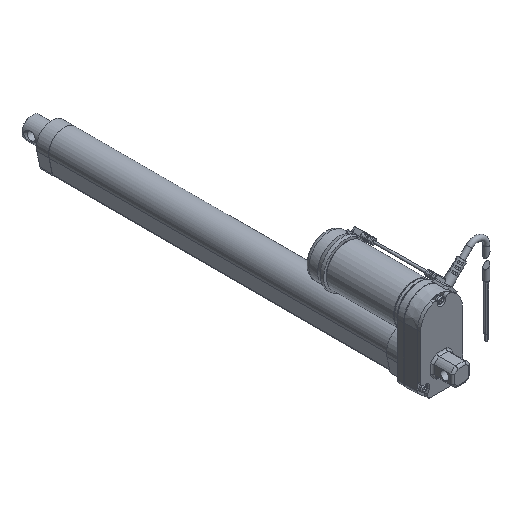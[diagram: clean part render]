
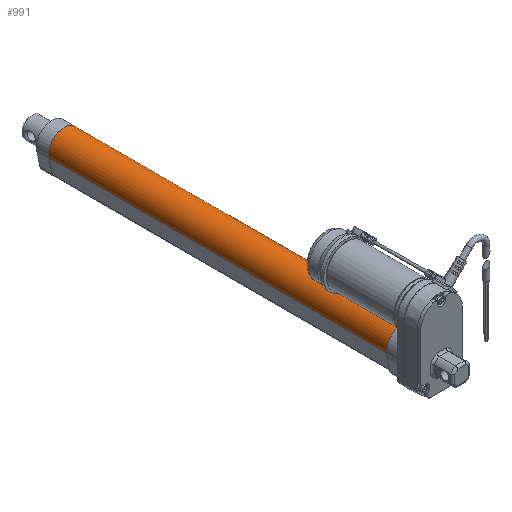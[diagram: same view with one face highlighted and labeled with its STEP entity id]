
A CAD part, isometric view. The second image highlights one B-rep face of the part: STEP entity #991.
In plain terms, the highlighted cylindrical face has radius 15.25 mm (diameter 30.5 mm), a partial arc.
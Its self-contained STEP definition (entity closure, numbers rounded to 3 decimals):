
#991 = ADVANCED_FACE( '', ( #2195, #2196 ), #2197, .T. );
#2195 = FACE_BOUND( '', #3607, .T. );
#2196 = FACE_OUTER_BOUND( '', #3608, .T. );
#2197 = CYLINDRICAL_SURFACE( '', #3609, 15.25 );
#3607 = EDGE_LOOP( '', ( #6310, #6311, #6312, #6313 ) );
#3608 = EDGE_LOOP( '', ( #6314, #6315, #6316, #6317, #6318, #6319, #6320, #6321 ) );
#3609 = AXIS2_PLACEMENT_3D( '', #6322, #6323, #6324 );
#6310 = ORIENTED_EDGE( '', *, *, #8980, .T. );
#6311 = ORIENTED_EDGE( '', *, *, #8407, .T. );
#6312 = ORIENTED_EDGE( '', *, *, #8981, .T. );
#6313 = ORIENTED_EDGE( '', *, *, #8845, .T. );
#6314 = ORIENTED_EDGE( '', *, *, #8250, .T. );
#6315 = ORIENTED_EDGE( '', *, *, #8244, .F. );
#6316 = ORIENTED_EDGE( '', *, *, #8982, .T. );
#6317 = ORIENTED_EDGE( '', *, *, #8463, .F. );
#6318 = ORIENTED_EDGE( '', *, *, #8701, .F. );
#6319 = ORIENTED_EDGE( '', *, *, #8482, .T. );
#6320 = ORIENTED_EDGE( '', *, *, #8974, .T. );
#6321 = ORIENTED_EDGE( '', *, *, #8868, .T. );
#6322 = CARTESIAN_POINT( '', ( 0., 396., 0. ) );
#6323 = DIRECTION( '', ( 0., 1., 0. ) );
#6324 = DIRECTION( '', ( 0., 0., -1. ) );
#8244 = EDGE_CURVE( '', #9895, #9891, #9897, .T. );
#8250 = EDGE_CURVE( '', #9906, #9891, #9907, .T. );
#8407 = EDGE_CURVE( '', #10169, #10167, #10170, .T. );
#8463 = EDGE_CURVE( '', #10265, #10259, #10267, .T. );
#8482 = EDGE_CURVE( '', #10295, #10293, #10296, .T. );
#8701 = EDGE_CURVE( '', #10295, #10265, #10631, .T. );
#8845 = EDGE_CURVE( '', #10845, #10843, #10846, .T. );
#8868 = EDGE_CURVE( '', #10875, #9906, #10876, .T. );
#8974 = EDGE_CURVE( '', #10293, #10875, #11022, .T. );
#8980 = EDGE_CURVE( '', #10843, #10169, #11029, .T. );
#8981 = EDGE_CURVE( '', #10167, #10845, #11030, .F. );
#8982 = EDGE_CURVE( '', #9895, #10259, #11031, .T. );
#9891 = VERTEX_POINT( '', #12432 );
#9895 = VERTEX_POINT( '', #12438 );
#9897 = LINE( '', #12441, #12442 );
#9906 = VERTEX_POINT( '', #12453 );
#9907 = CIRCLE( '', #12454, 15.25 );
#10167 = VERTEX_POINT( '', #12802 );
#10169 = VERTEX_POINT( '', #12804 );
#10170 = CIRCLE( '', #12805, 15.25 );
#10259 = VERTEX_POINT( '', #12958 );
#10265 = VERTEX_POINT( '', #12967 );
#10267 = LINE( '', #12970, #12971 );
#10293 = VERTEX_POINT( '', #13033 );
#10295 = VERTEX_POINT( '', #13036 );
#10296 = LINE( '', #13037, #13038 );
#10631 = CIRCLE( '', #13576, 15.25 );
#10843 = VERTEX_POINT( '', #13964 );
#10845 = VERTEX_POINT( '', #13966 );
#10846 = B_SPLINE_CURVE_WITH_KNOTS( '', 3, ( #13967, #13968, #13969, #13970, #13971, #13972, #13973, #13974, #13975, #13976, #13977, #13978, #13979, #13980 ), .UNSPECIFIED., .F., .F., ( 4, 2, 2, 2, 2, 2, 4 ), ( 0., 0.001, 0.002, 0.002, 0.003, 0.003, 0.004 ), .UNSPECIFIED. );
#10875 = VERTEX_POINT( '', #14019 );
#10876 = LINE( '', #14020, #14021 );
#11022 = CIRCLE( '', #14278, 15.25 );
#11029 = LINE( '', #14285, #14286 );
#11030 = LINE( '', #14287, #14288 );
#11031 = CIRCLE( '', #14289, 15.25 );
#12432 = CARTESIAN_POINT( '', ( 5.3, 34.5, 14.299 ) );
#12438 = CARTESIAN_POINT( '', ( 5.3, 48.25, 14.299 ) );
#12441 = CARTESIAN_POINT( '', ( 5.3, 48.25, 14.299 ) );
#12442 = VECTOR( '', #15307, 1000. );
#12453 = CARTESIAN_POINT( '', ( -5.3, 34.5, 14.299 ) );
#12454 = AXIS2_PLACEMENT_3D( '', #15316, #15317, #15318 );
#12802 = CARTESIAN_POINT( '', ( -2.118, 106.2, 15.102 ) );
#12804 = CARTESIAN_POINT( '', ( 2.118, 106.2, 15.102 ) );
#12805 = AXIS2_PLACEMENT_3D( '', #15533, #15534, #15535 );
#12958 = CARTESIAN_POINT( '', ( 14.917, 48.25, -3.169 ) );
#12967 = CARTESIAN_POINT( '', ( 14.917, 383.9, -3.169 ) );
#12970 = CARTESIAN_POINT( '', ( 14.917, 396., -3.169 ) );
#12971 = VECTOR( '', #15607, 1000. );
#13033 = CARTESIAN_POINT( '', ( -14.917, 48.25, -3.169 ) );
#13036 = CARTESIAN_POINT( '', ( -14.917, 383.9, -3.169 ) );
#13037 = CARTESIAN_POINT( '', ( -14.917, 396., -3.169 ) );
#13038 = VECTOR( '', #15619, 1000. );
#13576 = AXIS2_PLACEMENT_3D( '', #15868, #15869, #15870 );
#13964 = CARTESIAN_POINT( '', ( 2.118, 109.5, 15.102 ) );
#13966 = CARTESIAN_POINT( '', ( -2.118, 109.5, 15.102 ) );
#13967 = CARTESIAN_POINT( '', ( -2.118, 109.5, 15.102 ) );
#13968 = CARTESIAN_POINT( '', ( -1.799, 109.696, 15.147 ) );
#13969 = CARTESIAN_POINT( '', ( -1.464, 109.859, 15.184 ) );
#13970 = CARTESIAN_POINT( '', ( -0.929, 110.031, 15.223 ) );
#13971 = CARTESIAN_POINT( '', ( -0.744, 110.076, 15.233 ) );
#13972 = CARTESIAN_POINT( '', ( -0.376, 110.136, 15.246 ) );
#13973 = CARTESIAN_POINT( '', ( -0.191, 110.151, 15.25 ) );
#13974 = CARTESIAN_POINT( '', ( 0.181, 110.152, 15.25 ) );
#13975 = CARTESIAN_POINT( '', ( 0.37, 110.137, 15.247 ) );
#13976 = CARTESIAN_POINT( '', ( 0.742, 110.077, 15.233 ) );
#13977 = CARTESIAN_POINT( '', ( 0.923, 110.032, 15.223 ) );
#13978 = CARTESIAN_POINT( '', ( 1.457, 109.861, 15.184 ) );
#13979 = CARTESIAN_POINT( '', ( 1.798, 109.697, 15.147 ) );
#13980 = CARTESIAN_POINT( '', ( 2.118, 109.5, 15.102 ) );
#14019 = CARTESIAN_POINT( '', ( -5.3, 48.25, 14.299 ) );
#14020 = CARTESIAN_POINT( '', ( -5.3, 48.25, 14.299 ) );
#14021 = VECTOR( '', #16065, 1000. );
#14278 = AXIS2_PLACEMENT_3D( '', #16190, #16191, #16192 );
#14285 = CARTESIAN_POINT( '', ( 2.118, 107.85, 15.102 ) );
#14286 = VECTOR( '', #16199, 1000. );
#14287 = CARTESIAN_POINT( '', ( -2.118, 107.85, 15.102 ) );
#14288 = VECTOR( '', #16200, 1000. );
#14289 = AXIS2_PLACEMENT_3D( '', #16201, #16202, #16203 );
#15307 = DIRECTION( '', ( 0., -1., 0. ) );
#15316 = CARTESIAN_POINT( '', ( 0., 34.5, 0. ) );
#15317 = DIRECTION( '', ( 0., 1., 0. ) );
#15318 = DIRECTION( '', ( 0., 0., -1. ) );
#15533 = CARTESIAN_POINT( '', ( 0., 106.2, 0. ) );
#15534 = DIRECTION( '', ( 0., -1., 0. ) );
#15535 = DIRECTION( '', ( 0., 0., -1. ) );
#15607 = DIRECTION( '', ( 0., -1., 0. ) );
#15619 = DIRECTION( '', ( 0., -1., 0. ) );
#15868 = CARTESIAN_POINT( '', ( 0., 383.9, 0. ) );
#15869 = DIRECTION( '', ( 0., 1., 0. ) );
#15870 = DIRECTION( '', ( 0., 0., -1. ) );
#16065 = DIRECTION( '', ( 0., -1., 0. ) );
#16190 = CARTESIAN_POINT( '', ( 0., 48.25, 0. ) );
#16191 = DIRECTION( '', ( 0., 1., 0. ) );
#16192 = DIRECTION( '', ( 1., 0., 0. ) );
#16199 = DIRECTION( '', ( 0., -1., 0. ) );
#16200 = DIRECTION( '', ( 0., -1., 0. ) );
#16201 = CARTESIAN_POINT( '', ( 0., 48.25, 0. ) );
#16202 = DIRECTION( '', ( 0., 1., 0. ) );
#16203 = DIRECTION( '', ( -1., 0., 0. ) );
